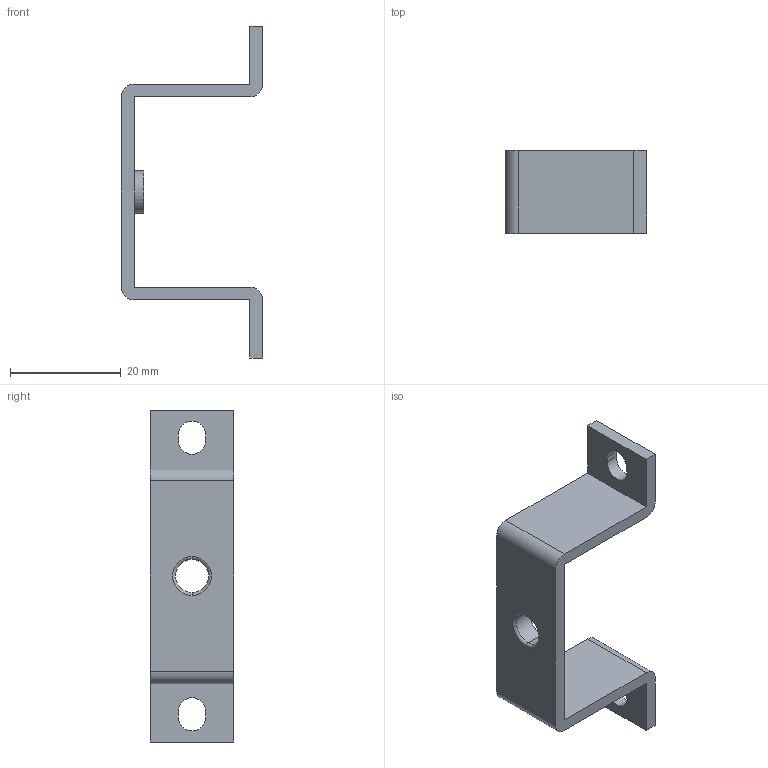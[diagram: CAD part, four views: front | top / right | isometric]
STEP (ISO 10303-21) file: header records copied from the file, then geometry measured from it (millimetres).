
FILE_DESCRIPTION( (''), '2;1');
FILE_NAME ('PC002.21952.TL_441_2_9946.stp','2025-08-18T19:54:10',(''),(''),'spGate 19.8.4 (****-****-****-****)','','');
FILE_SCHEMA (('AUTOMOTIVE_DESIGN'));
Length unit declared in the file: millimetre
Bounding box: 25.5 x 15 x 60 mm (x, y, z)
Volume: 3452.4 mm3; surface area: 3720.6 mm2
Topology: 1 solids, 1 shells, 33 faces, 88 edges, 58 vertices
Faces by surface type: plane 19, cylinder 12, bspline 2
Entity records: 1795 total; most frequent: CARTESIAN_POINT 235, ORIENTED_EDGE 176, DIRECTION 170, COLOUR_RGB 122, PRESENTATION_STYLE_ASSIGNMENT 122, STYLED_ITEM 122, EDGE_CURVE 88, DRAUGHTING_PRE_DEFINED_CURVE_FONT 88
